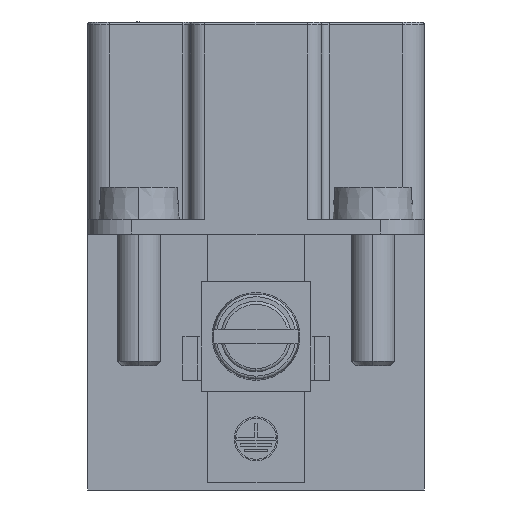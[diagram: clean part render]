
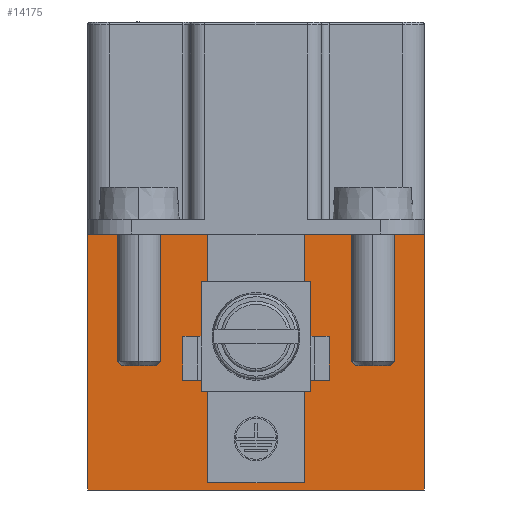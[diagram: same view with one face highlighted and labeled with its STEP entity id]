
A CAD part, left-side view. The second image highlights one B-rep face of the part: STEP entity #14175.
In plain terms, the highlighted planar face has unit normal (-1, 0, 0).
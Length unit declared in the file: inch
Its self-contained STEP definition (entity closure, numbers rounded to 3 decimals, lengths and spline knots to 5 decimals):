
#14 = EDGE_CURVE ( 'NONE', #21187, #11141, #14135, .T. ) ;
#93 = LINE ( 'NONE', #2018, #135 ) ;
#135 = VECTOR ( 'NONE', #8554, 39.37008 ) ;
#553 = ORIENTED_EDGE ( 'NONE', *, *, #8525, .T. ) ;
#748 = CARTESIAN_POINT ( 'NONE',  ( -1.10433, -0.12992, -1.1811 ) ) ;
#844 = VERTEX_POINT ( 'NONE', #19630 ) ;
#993 = EDGE_CURVE ( 'NONE', #18826, #12966, #4393, .T. ) ;
#1150 = CARTESIAN_POINT ( 'NONE',  ( -1.10433, -0.12992, -1.1811 ) ) ;
#1197 = LINE ( 'NONE', #7420, #12396 ) ;
#1254 = CARTESIAN_POINT ( 'NONE',  ( -1.10433, 0.45276, -1.1811 ) ) ;
#1992 = EDGE_CURVE ( 'NONE', #3632, #18826, #1197, .T. ) ;
#2014 = LINE ( 'NONE', #5431, #18735 ) ;
#2018 = CARTESIAN_POINT ( 'NONE',  ( -1.10433, 0.19685, -0.70866 ) ) ;
#2988 = LINE ( 'NONE', #15981, #13123 ) ;
#3216 = VERTEX_POINT ( 'NONE', #18030 ) ;
#3313 = FACE_OUTER_BOUND ( 'NONE', #5883, .T. ) ;
#3494 = DIRECTION ( 'NONE',  ( 0., 0., 1. ) ) ;
#3498 = CARTESIAN_POINT ( 'NONE',  ( -1.10433, -0.45276, -1.00394 ) ) ;
#3533 = ORIENTED_EDGE ( 'NONE', *, *, #8971, .T. ) ;
#3632 = VERTEX_POINT ( 'NONE', #13387 ) ;
#3700 = EDGE_CURVE ( 'NONE', #19705, #7185, #2014, .T. ) ;
#3777 = CARTESIAN_POINT ( 'NONE',  ( -1.10433, -0.12992, -0.59055 ) ) ;
#3829 = VECTOR ( 'NONE', #7686, 39.37008 ) ;
#3856 = EDGE_CURVE ( 'NONE', #12966, #19705, #16047, .T. ) ;
#3859 = DIRECTION ( 'NONE',  ( 0., 0., -1. ) ) ;
#3963 = LINE ( 'NONE', #12325, #14550 ) ;
#4032 = CARTESIAN_POINT ( 'NONE',  ( -1.10433, 0.12992, -0.98425 ) ) ;
#4168 = EDGE_CURVE ( 'NONE', #14497, #20480, #10100, .T. ) ;
#4249 = ORIENTED_EDGE ( 'NONE', *, *, #16543, .T. ) ;
#4287 = ORIENTED_EDGE ( 'NONE', *, *, #14372, .F. ) ;
#4347 = CARTESIAN_POINT ( 'NONE',  ( -1.10433, 0.12992, -0.70866 ) ) ;
#4387 = CARTESIAN_POINT ( 'NONE',  ( -1.10433, -0.12992, -0.70866 ) ) ;
#4392 = CARTESIAN_POINT ( 'NONE',  ( -1.10433, 0.45276, -0.31496 ) ) ;
#4393 = LINE ( 'NONE', #10930, #17911 ) ;
#4447 = VECTOR ( 'NONE', #3859, 39.37008 ) ;
#5249 = VECTOR ( 'NONE', #7526, 39.37008 ) ;
#5431 = CARTESIAN_POINT ( 'NONE',  ( -1.10433, -0.28346, -1.00394 ) ) ;
#5683 = VERTEX_POINT ( 'NONE', #4347 ) ;
#5883 = EDGE_LOOP ( 'NONE', ( #7316, #4287, #13543, #11781, #14717, #553, #13469, #3533, #20487, #21042, #17012, #4249, #18754, #20101, #11726, #17684 ) ) ;
#6008 = CARTESIAN_POINT ( 'NONE',  ( -1.10433, -0.19685, -0.59055 ) ) ;
#6228 = CARTESIAN_POINT ( 'NONE',  ( -1.10433, -0.45276, -0.31496 ) ) ;
#7185 = VERTEX_POINT ( 'NONE', #3498 ) ;
#7316 = ORIENTED_EDGE ( 'NONE', *, *, #3700, .T. ) ;
#7420 = CARTESIAN_POINT ( 'NONE',  ( -1.10433, 0.12992, -1.1811 ) ) ;
#7526 = DIRECTION ( 'NONE',  ( 0., -1., 0. ) ) ;
#7686 = DIRECTION ( 'NONE',  ( 0., 0., -1. ) ) ;
#7819 = DIRECTION ( 'NONE',  ( 0., -1., 0. ) ) ;
#8060 = LINE ( 'NONE', #11592, #18847 ) ;
#8105 = VECTOR ( 'NONE', #19598, 39.37008 ) ;
#8525 = EDGE_CURVE ( 'NONE', #12921, #16208, #17081, .T. ) ;
#8549 = DIRECTION ( 'NONE',  ( 0., -1., 0. ) ) ;
#8554 = DIRECTION ( 'NONE',  ( 0., -1., 0. ) ) ;
#8731 = EDGE_CURVE ( 'NONE', #9883, #21187, #8060, .T. ) ;
#8897 = LINE ( 'NONE', #748, #4447 ) ;
#8971 = EDGE_CURVE ( 'NONE', #18799, #14497, #8897, .T. ) ;
#9728 = AXIS2_PLACEMENT_3D ( 'NONE', #9964, #19842, #13523 ) ;
#9883 = VERTEX_POINT ( 'NONE', #6228 ) ;
#9964 = CARTESIAN_POINT ( 'NONE',  ( -1.10433, 0.45276, -1.1811 ) ) ;
#10100 = LINE ( 'NONE', #18464, #19418 ) ;
#10280 = PLANE ( 'NONE',  #9728 ) ;
#10434 = CARTESIAN_POINT ( 'NONE',  ( -1.10433, 0.19685, -0.59055 ) ) ;
#10631 = CARTESIAN_POINT ( 'NONE',  ( -1.10433, -0.19685, -1.1811 ) ) ;
#10835 = LINE ( 'NONE', #10939, #21217 ) ;
#10845 = LINE ( 'NONE', #10434, #5249 ) ;
#10930 = CARTESIAN_POINT ( 'NONE',  ( -1.10433, 0.45276, -0.31496 ) ) ;
#10939 = CARTESIAN_POINT ( 'NONE',  ( -1.10433, 0.19685, -0.70866 ) ) ;
#11141 = VERTEX_POINT ( 'NONE', #3777 ) ;
#11339 = EDGE_CURVE ( 'NONE', #11141, #12921, #10845, .T. ) ;
#11592 = CARTESIAN_POINT ( 'NONE',  ( -1.10433, 0.45276, -0.31496 ) ) ;
#11726 = ORIENTED_EDGE ( 'NONE', *, *, #993, .T. ) ;
#11781 = ORIENTED_EDGE ( 'NONE', *, *, #14, .T. ) ;
#12007 = VECTOR ( 'NONE', #12261, 39.37008 ) ;
#12261 = DIRECTION ( 'NONE',  ( 0., 0., -1. ) ) ;
#12325 = CARTESIAN_POINT ( 'NONE',  ( -1.10433, -0.45276, 0.25591 ) ) ;
#12396 = VECTOR ( 'NONE', #17490, 39.37008 ) ;
#12921 = VERTEX_POINT ( 'NONE', #6008 ) ;
#12966 = VERTEX_POINT ( 'NONE', #4392 ) ;
#13123 = VECTOR ( 'NONE', #7819, 39.37008 ) ;
#13387 = CARTESIAN_POINT ( 'NONE',  ( -1.10433, 0.12992, -0.59055 ) ) ;
#13469 = ORIENTED_EDGE ( 'NONE', *, *, #17841, .F. ) ;
#13523 = DIRECTION ( 'NONE',  ( 0., 0., 1. ) ) ;
#13543 = ORIENTED_EDGE ( 'NONE', *, *, #8731, .T. ) ;
#14032 = DIRECTION ( 'NONE',  ( 0., 0., 1. ) ) ;
#14135 = LINE ( 'NONE', #1150, #3829 ) ;
#14175 = ADVANCED_FACE ( 'NONE', ( #3313 ), #10280, .T. ) ;
#14372 = EDGE_CURVE ( 'NONE', #9883, #7185, #3963, .T. ) ;
#14455 = LINE ( 'NONE', #19400, #19038 ) ;
#14483 = CARTESIAN_POINT ( 'NONE',  ( -1.10433, -0.19685, -0.70866 ) ) ;
#14497 = VERTEX_POINT ( 'NONE', #16708 ) ;
#14550 = VECTOR ( 'NONE', #17270, 39.37008 ) ;
#14717 = ORIENTED_EDGE ( 'NONE', *, *, #11339, .T. ) ;
#15146 = DIRECTION ( 'NONE',  ( 0., 1., 0. ) ) ;
#15511 = EDGE_CURVE ( 'NONE', #20480, #5683, #14455, .T. ) ;
#15981 = CARTESIAN_POINT ( 'NONE',  ( -1.10433, 0.19685, -0.59055 ) ) ;
#16047 = LINE ( 'NONE', #1254, #8105 ) ;
#16204 = CARTESIAN_POINT ( 'NONE',  ( -1.10433, -0.12992, -0.31496 ) ) ;
#16208 = VERTEX_POINT ( 'NONE', #14483 ) ;
#16319 = DIRECTION ( 'NONE',  ( 0., 1., 0. ) ) ;
#16543 = EDGE_CURVE ( 'NONE', #3216, #844, #19818, .T. ) ;
#16708 = CARTESIAN_POINT ( 'NONE',  ( -1.10433, -0.12992, -0.98425 ) ) ;
#17012 = ORIENTED_EDGE ( 'NONE', *, *, #21075, .F. ) ;
#17081 = LINE ( 'NONE', #10631, #12007 ) ;
#17270 = DIRECTION ( 'NONE',  ( 0., 0., -1. ) ) ;
#17389 = DIRECTION ( 'NONE',  ( 0., -1., 0. ) ) ;
#17490 = DIRECTION ( 'NONE',  ( 0., 0., 1. ) ) ;
#17684 = ORIENTED_EDGE ( 'NONE', *, *, #3856, .T. ) ;
#17841 = EDGE_CURVE ( 'NONE', #18799, #16208, #93, .T. ) ;
#17911 = VECTOR ( 'NONE', #20409, 39.37008 ) ;
#18030 = CARTESIAN_POINT ( 'NONE',  ( -1.10433, 0.19685, -0.70866 ) ) ;
#18200 = CARTESIAN_POINT ( 'NONE',  ( -1.10433, 0.19685, -1.1811 ) ) ;
#18464 = CARTESIAN_POINT ( 'NONE',  ( -1.10433, 0.45276, -0.98425 ) ) ;
#18735 = VECTOR ( 'NONE', #8549, 39.37008 ) ;
#18754 = ORIENTED_EDGE ( 'NONE', *, *, #18887, .T. ) ;
#18799 = VERTEX_POINT ( 'NONE', #4387 ) ;
#18826 = VERTEX_POINT ( 'NONE', #20598 ) ;
#18847 = VECTOR ( 'NONE', #16319, 39.37008 ) ;
#18887 = EDGE_CURVE ( 'NONE', #844, #3632, #2988, .T. ) ;
#19038 = VECTOR ( 'NONE', #14032, 39.37008 ) ;
#19400 = CARTESIAN_POINT ( 'NONE',  ( -1.10433, 0.12992, -1.1811 ) ) ;
#19418 = VECTOR ( 'NONE', #15146, 39.37008 ) ;
#19598 = DIRECTION ( 'NONE',  ( 0., 0., -1. ) ) ;
#19630 = CARTESIAN_POINT ( 'NONE',  ( -1.10433, 0.19685, -0.59055 ) ) ;
#19705 = VERTEX_POINT ( 'NONE', #19888 ) ;
#19818 = LINE ( 'NONE', #18200, #19970 ) ;
#19842 = DIRECTION ( 'NONE',  ( -1., 0., 0. ) ) ;
#19888 = CARTESIAN_POINT ( 'NONE',  ( -1.10433, 0.45276, -1.00394 ) ) ;
#19970 = VECTOR ( 'NONE', #3494, 39.37008 ) ;
#20101 = ORIENTED_EDGE ( 'NONE', *, *, #1992, .T. ) ;
#20409 = DIRECTION ( 'NONE',  ( 0., 1., 0. ) ) ;
#20480 = VERTEX_POINT ( 'NONE', #4032 ) ;
#20487 = ORIENTED_EDGE ( 'NONE', *, *, #4168, .T. ) ;
#20598 = CARTESIAN_POINT ( 'NONE',  ( -1.10433, 0.12992, -0.31496 ) ) ;
#21042 = ORIENTED_EDGE ( 'NONE', *, *, #15511, .T. ) ;
#21075 = EDGE_CURVE ( 'NONE', #3216, #5683, #10835, .T. ) ;
#21187 = VERTEX_POINT ( 'NONE', #16204 ) ;
#21217 = VECTOR ( 'NONE', #17389, 39.37008 ) ;
